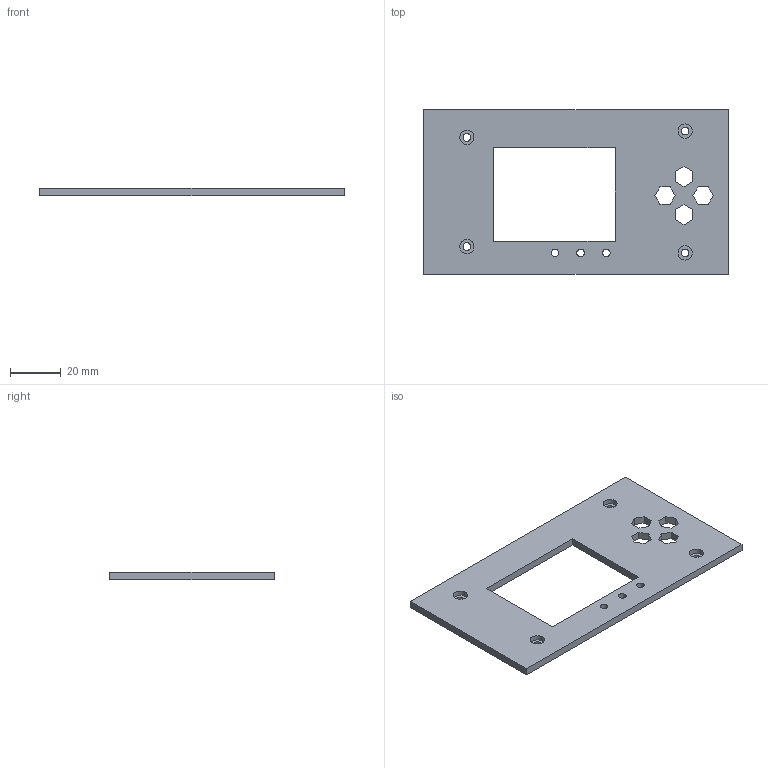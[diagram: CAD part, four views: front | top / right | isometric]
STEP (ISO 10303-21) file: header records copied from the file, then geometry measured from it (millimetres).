
FILE_DESCRIPTION(('FreeCAD Model'),'2;1');
FILE_NAME('Open CASCADE Shape Model','2023-10-17T17:14:19',(''),(''), 'Open CASCADE STEP processor 7.6','FreeCAD','Unknown');
FILE_SCHEMA(('AUTOMOTIVE_DESIGN { 1 0 10303 214 1 1 1 1 }'));
Length unit declared in the file: millimetre
Products named in the file (1): Body
Bounding box: 120 x 65 x 3 mm (x, y, z)
Volume: 17277.2 mm3; surface area: 13791 mm2
Topology: 1 solids, 1 shells, 49 faces, 129 edges, 86 vertices
Faces by surface type: plane 38, cylinder 11
Full cylindrical faces by diameter (mm): 3 x7, 5.6 x4
Entity records: 1575 total; most frequent: CARTESIAN_POINT 265, ORIENTED_EDGE 258, DIRECTION 251, EDGE_CURVE 129, LINE 107, VECTOR 107, VERTEX_POINT 86, FACE_BOUND 77
